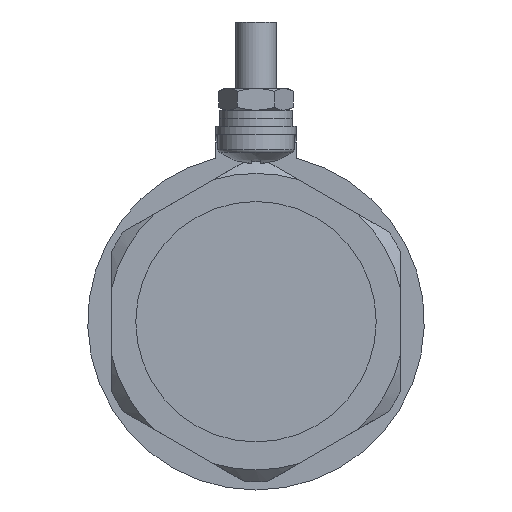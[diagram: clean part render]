
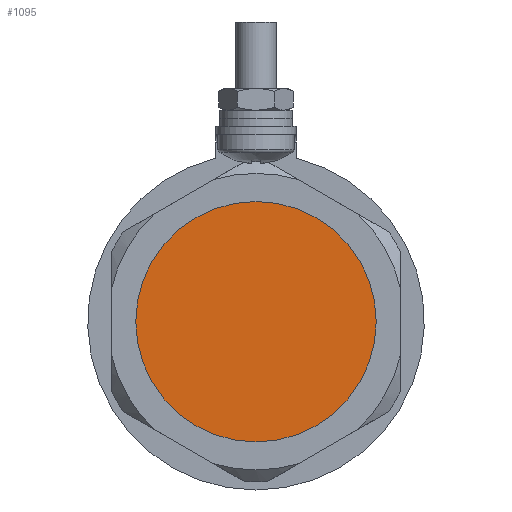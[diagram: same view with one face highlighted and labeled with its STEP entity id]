
A CAD part, left-side view. The second image highlights one B-rep face of the part: STEP entity #1095.
In plain terms, the highlighted planar face has unit normal (-1, 0, 0).
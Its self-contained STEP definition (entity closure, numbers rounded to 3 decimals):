
#1095=ADVANCED_FACE('',(#1336),#1338,.F.);
#1336=FACE_BOUND('',#1337,.T.);
#1337=EDGE_LOOP('',(#2958));
#1338=PLANE('',#1339);
#1339=AXIS2_PLACEMENT_3D('',#1340,#1341,#1342);
#1340=CARTESIAN_POINT('',(0.,0.,0.));
#1341=DIRECTION('',(1.,0.,0.));
#1342=DIRECTION('',(0.,1.,0.));
#2958=ORIENTED_EDGE('',*,*,#3690,.F.);
#3690=EDGE_CURVE('',#4064,#4064,#4065,.T.);
#4064=VERTEX_POINT('',#4705);
#4065=CIRCLE('',#4706,15.);
#4705=CARTESIAN_POINT('',(0.,15.,0.));
#4706=AXIS2_PLACEMENT_3D('',#4707,#4708,#4709);
#4707=CARTESIAN_POINT('',(0.,0.,0.));
#4708=DIRECTION('',(1.,0.,0.));
#4709=DIRECTION('',(0.,1.,0.));
